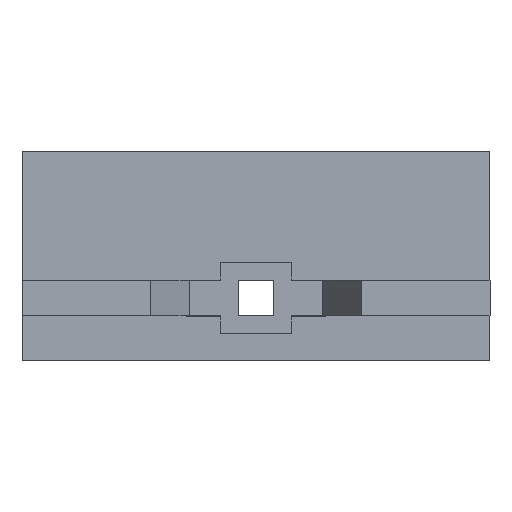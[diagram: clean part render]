
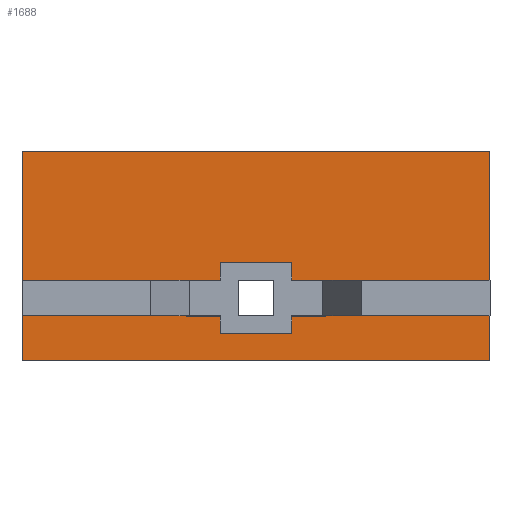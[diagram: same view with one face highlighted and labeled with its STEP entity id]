
A CAD part, top view. The second image highlights one B-rep face of the part: STEP entity #1688.
In plain terms, the highlighted planar face has unit normal (0, 0, 1).
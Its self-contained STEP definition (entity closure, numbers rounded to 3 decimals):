
#26 = VECTOR ( 'NONE', #392, 1000. ) ;
#40 = LINE ( 'NONE', #508, #1357 ) ;
#63 = LINE ( 'NONE', #1291, #1151 ) ;
#65 = VECTOR ( 'NONE', #1764, 1000. ) ;
#71 = LINE ( 'NONE', #1458, #1838 ) ;
#89 = EDGE_LOOP ( 'NONE', ( #720, #844, #1665, #1600 ) ) ;
#98 = VECTOR ( 'NONE', #1167, 1000. ) ;
#112 = DIRECTION ( 'NONE',  ( 0., -1., 0. ) ) ;
#123 = CARTESIAN_POINT ( 'NONE',  ( 44.5, 8., -45. ) ) ;
#132 = CARTESIAN_POINT ( 'NONE',  ( 105., 0., -45. ) ) ;
#134 = CARTESIAN_POINT ( 'NONE',  ( 67.5, 8., -45. ) ) ;
#172 = CARTESIAN_POINT ( 'NONE',  ( 37.5, 0., -45. ) ) ;
#187 = LINE ( 'NONE', #785, #456 ) ;
#188 = ORIENTED_EDGE ( 'NONE', *, *, #1941, .F. ) ;
#189 = CARTESIAN_POINT ( 'NONE',  ( 67.5, 0., -45. ) ) ;
#200 = CARTESIAN_POINT ( 'NONE',  ( 37.5, 8., -45. ) ) ;
#215 = CARTESIAN_POINT ( 'NONE',  ( 60.5, 12., -45. ) ) ;
#255 = CARTESIAN_POINT ( 'NONE',  ( 0., -10., -45. ) ) ;
#264 = LINE ( 'NONE', #1221, #896 ) ;
#315 = VERTEX_POINT ( 'NONE', #134 ) ;
#324 = EDGE_LOOP ( 'NONE', ( #1607, #752, #1812, #1692, #928, #1879, #635, #765, #985, #1617, #973, #188 ) ) ;
#330 = EDGE_CURVE ( 'NONE', #942, #1096, #1219, .T. ) ;
#358 = DIRECTION ( 'NONE',  ( -1., 0., 0. ) ) ;
#364 = CARTESIAN_POINT ( 'NONE',  ( 0., 0., -45. ) ) ;
#380 = VERTEX_POINT ( 'NONE', #189 ) ;
#381 = CARTESIAN_POINT ( 'NONE',  ( 37.5, 0., -45. ) ) ;
#392 = DIRECTION ( 'NONE',  ( -1., 0., 0. ) ) ;
#401 = CARTESIAN_POINT ( 'NONE',  ( 44.5, 12., -45. ) ) ;
#415 = LINE ( 'NONE', #132, #1512 ) ;
#423 = VECTOR ( 'NONE', #690, 1000. ) ;
#433 = LINE ( 'NONE', #1633, #1035 ) ;
#434 = CARTESIAN_POINT ( 'NONE',  ( 0., 37., -45. ) ) ;
#453 = EDGE_CURVE ( 'NONE', #607, #1528, #986, .T. ) ;
#456 = VECTOR ( 'NONE', #358, 1000. ) ;
#503 = DIRECTION ( 'NONE',  ( 0., 1., 0. ) ) ;
#507 = VECTOR ( 'NONE', #1277, 1000. ) ;
#508 = CARTESIAN_POINT ( 'NONE',  ( 60.5, 12., -45. ) ) ;
#530 = FACE_BOUND ( 'NONE', #324, .T. ) ;
#533 = CARTESIAN_POINT ( 'NONE',  ( 0., 37., -45. ) ) ;
#570 = VERTEX_POINT ( 'NONE', #1650 ) ;
#607 = VERTEX_POINT ( 'NONE', #123 ) ;
#635 = ORIENTED_EDGE ( 'NONE', *, *, #798, .F. ) ;
#653 = DIRECTION ( 'NONE',  ( 0., 0., -1. ) ) ;
#683 = LINE ( 'NONE', #1139, #507 ) ;
#690 = DIRECTION ( 'NONE',  ( -1., 0., 0. ) ) ;
#720 = ORIENTED_EDGE ( 'NONE', *, *, #882, .T. ) ;
#752 = ORIENTED_EDGE ( 'NONE', *, *, #1145, .T. ) ;
#765 = ORIENTED_EDGE ( 'NONE', *, *, #453, .F. ) ;
#775 = EDGE_CURVE ( 'NONE', #570, #1191, #1623, .T. ) ;
#785 = CARTESIAN_POINT ( 'NONE',  ( 37.5, 8., -45. ) ) ;
#786 = CARTESIAN_POINT ( 'NONE',  ( 44.5, -4., -45. ) ) ;
#798 = EDGE_CURVE ( 'NONE', #1528, #964, #433, .T. ) ;
#829 = CARTESIAN_POINT ( 'NONE',  ( 44.5, -4., -45. ) ) ;
#844 = ORIENTED_EDGE ( 'NONE', *, *, #330, .T. ) ;
#867 = EDGE_CURVE ( 'NONE', #1729, #1276, #1496, .T. ) ;
#875 = VERTEX_POINT ( 'NONE', #1947 ) ;
#882 = EDGE_CURVE ( 'NONE', #570, #942, #415, .T. ) ;
#896 = VECTOR ( 'NONE', #1321, 1000. ) ;
#907 = VERTEX_POINT ( 'NONE', #1537 ) ;
#923 = VERTEX_POINT ( 'NONE', #786 ) ;
#927 = LINE ( 'NONE', #172, #1896 ) ;
#928 = ORIENTED_EDGE ( 'NONE', *, *, #1312, .F. ) ;
#942 = VERTEX_POINT ( 'NONE', #1867 ) ;
#950 = DIRECTION ( 'NONE',  ( -1., 0., 0. ) ) ;
#964 = VERTEX_POINT ( 'NONE', #381 ) ;
#973 = ORIENTED_EDGE ( 'NONE', *, *, #1711, .F. ) ;
#981 = EDGE_CURVE ( 'NONE', #875, #907, #1280, .T. ) ;
#982 = FACE_OUTER_BOUND ( 'NONE', #89, .T. ) ;
#985 = ORIENTED_EDGE ( 'NONE', *, *, #992, .F. ) ;
#986 = LINE ( 'NONE', #200, #26 ) ;
#992 = EDGE_CURVE ( 'NONE', #1276, #607, #63, .T. ) ;
#999 = DIRECTION ( 'NONE',  ( 0., -1., 0. ) ) ;
#1002 = LINE ( 'NONE', #829, #98 ) ;
#1035 = VECTOR ( 'NONE', #999, 1000. ) ;
#1038 = EDGE_CURVE ( 'NONE', #1191, #1096, #264, .T. ) ;
#1049 = VERTEX_POINT ( 'NONE', #1149 ) ;
#1070 = DIRECTION ( 'NONE',  ( -1., 0., 0. ) ) ;
#1096 = VERTEX_POINT ( 'NONE', #533 ) ;
#1139 = CARTESIAN_POINT ( 'NONE',  ( 67.5, 8., -45. ) ) ;
#1145 = EDGE_CURVE ( 'NONE', #380, #907, #71, .T. ) ;
#1149 = CARTESIAN_POINT ( 'NONE',  ( 60.5, 8., -45. ) ) ;
#1151 = VECTOR ( 'NONE', #1566, 1000. ) ;
#1167 = DIRECTION ( 'NONE',  ( 1., 0., 0. ) ) ;
#1174 = EDGE_CURVE ( 'NONE', #315, #380, #683, .T. ) ;
#1191 = VERTEX_POINT ( 'NONE', #1591 ) ;
#1219 = LINE ( 'NONE', #434, #1988 ) ;
#1221 = CARTESIAN_POINT ( 'NONE',  ( 0., 0., -45. ) ) ;
#1244 = VERTEX_POINT ( 'NONE', #1833 ) ;
#1255 = AXIS2_PLACEMENT_3D ( 'NONE', #364, #653, #950 ) ;
#1276 = VERTEX_POINT ( 'NONE', #1385 ) ;
#1277 = DIRECTION ( 'NONE',  ( 0., -1., 0. ) ) ;
#1280 = LINE ( 'NONE', #1752, #1762 ) ;
#1285 = VECTOR ( 'NONE', #112, 1000. ) ;
#1291 = CARTESIAN_POINT ( 'NONE',  ( 44.5, 12., -45. ) ) ;
#1312 = EDGE_CURVE ( 'NONE', #1244, #923, #1339, .T. ) ;
#1321 = DIRECTION ( 'NONE',  ( 0., 1., 0. ) ) ;
#1339 = LINE ( 'NONE', #1671, #1285 ) ;
#1357 = VECTOR ( 'NONE', #1874, 1000. ) ;
#1385 = CARTESIAN_POINT ( 'NONE',  ( 44.5, 12., -45. ) ) ;
#1439 = DIRECTION ( 'NONE',  ( -1., 0., 0. ) ) ;
#1458 = CARTESIAN_POINT ( 'NONE',  ( 37.5, 0., -45. ) ) ;
#1496 = LINE ( 'NONE', #401, #423 ) ;
#1512 = VECTOR ( 'NONE', #1921, 1000. ) ;
#1528 = VERTEX_POINT ( 'NONE', #1664 ) ;
#1537 = CARTESIAN_POINT ( 'NONE',  ( 60.5, 0., -45. ) ) ;
#1566 = DIRECTION ( 'NONE',  ( 0., -1., 0. ) ) ;
#1591 = CARTESIAN_POINT ( 'NONE',  ( 0., -10., -45. ) ) ;
#1600 = ORIENTED_EDGE ( 'NONE', *, *, #775, .F. ) ;
#1607 = ORIENTED_EDGE ( 'NONE', *, *, #1174, .T. ) ;
#1617 = ORIENTED_EDGE ( 'NONE', *, *, #867, .F. ) ;
#1623 = LINE ( 'NONE', #255, #65 ) ;
#1633 = CARTESIAN_POINT ( 'NONE',  ( 37.5, 8., -45. ) ) ;
#1650 = CARTESIAN_POINT ( 'NONE',  ( 105., -10., -45. ) ) ;
#1664 = CARTESIAN_POINT ( 'NONE',  ( 37.5, 8., -45. ) ) ;
#1665 = ORIENTED_EDGE ( 'NONE', *, *, #1038, .F. ) ;
#1671 = CARTESIAN_POINT ( 'NONE',  ( 44.5, 12., -45. ) ) ;
#1688 = ADVANCED_FACE ( 'NONE', ( #982, #530 ), #1756, .F. ) ;
#1692 = ORIENTED_EDGE ( 'NONE', *, *, #1734, .F. ) ;
#1711 = EDGE_CURVE ( 'NONE', #1049, #1729, #40, .T. ) ;
#1729 = VERTEX_POINT ( 'NONE', #215 ) ;
#1734 = EDGE_CURVE ( 'NONE', #923, #875, #1002, .T. ) ;
#1752 = CARTESIAN_POINT ( 'NONE',  ( 60.5, 12., -45. ) ) ;
#1756 = PLANE ( 'NONE',  #1255 ) ;
#1762 = VECTOR ( 'NONE', #503, 1000. ) ;
#1764 = DIRECTION ( 'NONE',  ( -1., 0., 0. ) ) ;
#1812 = ORIENTED_EDGE ( 'NONE', *, *, #981, .F. ) ;
#1833 = CARTESIAN_POINT ( 'NONE',  ( 44.5, 0., -45. ) ) ;
#1837 = DIRECTION ( 'NONE',  ( -1., 0., 0. ) ) ;
#1838 = VECTOR ( 'NONE', #1439, 1000. ) ;
#1867 = CARTESIAN_POINT ( 'NONE',  ( 105., 37., -45. ) ) ;
#1874 = DIRECTION ( 'NONE',  ( 0., 1., 0. ) ) ;
#1879 = ORIENTED_EDGE ( 'NONE', *, *, #1890, .T. ) ;
#1890 = EDGE_CURVE ( 'NONE', #1244, #964, #927, .T. ) ;
#1896 = VECTOR ( 'NONE', #1070, 1000. ) ;
#1921 = DIRECTION ( 'NONE',  ( 0., 1., 0. ) ) ;
#1941 = EDGE_CURVE ( 'NONE', #315, #1049, #187, .T. ) ;
#1947 = CARTESIAN_POINT ( 'NONE',  ( 60.5, -4., -45. ) ) ;
#1988 = VECTOR ( 'NONE', #1837, 1000. ) ;
